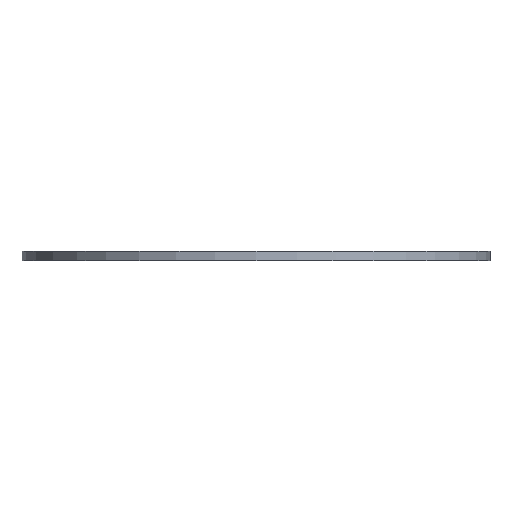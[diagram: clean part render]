
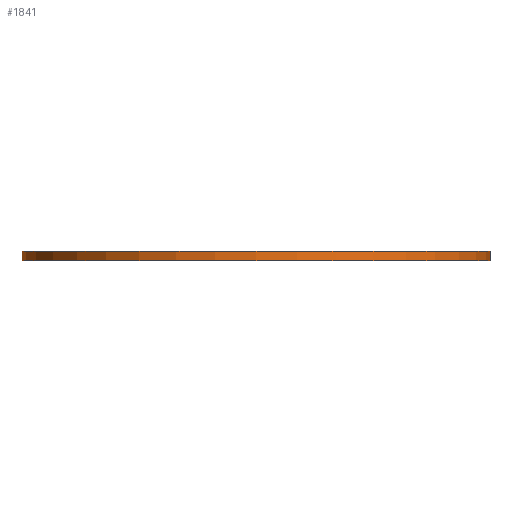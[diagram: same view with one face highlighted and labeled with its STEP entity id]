
A CAD part, front view. The second image highlights one B-rep face of the part: STEP entity #1841.
In plain terms, the highlighted cylindrical face has radius 125.5 mm (diameter 251 mm), a partial arc.
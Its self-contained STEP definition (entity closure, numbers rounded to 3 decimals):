
#78 = VERTEX_POINT ( 'NONE', #3639 ) ;
#338 = DIRECTION ( 'NONE',  ( 0., 0., -1. ) ) ;
#746 = AXIS2_PLACEMENT_3D ( 'NONE', #3724, #961, #3774 ) ;
#961 = DIRECTION ( 'NONE',  ( 0., 0., -1. ) ) ;
#1103 = CARTESIAN_POINT ( 'NONE',  ( 125.5, 0., 5. ) ) ;
#1109 = LINE ( 'NONE', #2619, #3158 ) ;
#1164 = DIRECTION ( 'NONE',  ( 1., 0., 0. ) ) ;
#1168 = EDGE_CURVE ( 'NONE', #3460, #1234, #1109, .T. ) ;
#1217 = ORIENTED_EDGE ( 'NONE', *, *, #3011, .F. ) ;
#1234 = VERTEX_POINT ( 'NONE', #2340 ) ;
#1434 = EDGE_CURVE ( 'NONE', #78, #1234, #4151, .T. ) ;
#1564 = EDGE_LOOP ( 'NONE', ( #4669, #1217, #4104, #4132 ) ) ;
#1614 = EDGE_CURVE ( 'NONE', #2793, #78, #3165, .T. ) ;
#1841 = ADVANCED_FACE ( 'NONE', ( #3360 ), #3701, .T. ) ;
#1899 = DIRECTION ( 'NONE',  ( 0., 0., -1. ) ) ;
#1945 = DIRECTION ( 'NONE',  ( 0., 0., 1. ) ) ;
#2340 = CARTESIAN_POINT ( 'NONE',  ( 125.5, 0., 0. ) ) ;
#2560 = CARTESIAN_POINT ( 'NONE',  ( 0., 0., 0. ) ) ;
#2619 = CARTESIAN_POINT ( 'NONE',  ( 125.5, 0., 5. ) ) ;
#2774 = CARTESIAN_POINT ( 'NONE',  ( 0., 0., 5. ) ) ;
#2793 = VERTEX_POINT ( 'NONE', #4303 ) ;
#3011 = EDGE_CURVE ( 'NONE', #2793, #3460, #3078, .T. ) ;
#3078 = CIRCLE ( 'NONE', #4156, 125.5 ) ;
#3158 = VECTOR ( 'NONE', #1899, 1000. ) ;
#3165 = LINE ( 'NONE', #4343, #3321 ) ;
#3321 = VECTOR ( 'NONE', #338, 1000. ) ;
#3360 = FACE_OUTER_BOUND ( 'NONE', #1564, .T. ) ;
#3460 = VERTEX_POINT ( 'NONE', #1103 ) ;
#3639 = CARTESIAN_POINT ( 'NONE',  ( -125.5, 0., 0. ) ) ;
#3701 = CYLINDRICAL_SURFACE ( 'NONE', #746, 125.5 ) ;
#3724 = CARTESIAN_POINT ( 'NONE',  ( 0., 0., 5. ) ) ;
#3774 = DIRECTION ( 'NONE',  ( -1., 0., 0. ) ) ;
#3903 = AXIS2_PLACEMENT_3D ( 'NONE', #2560, #5000, #4575 ) ;
#4104 = ORIENTED_EDGE ( 'NONE', *, *, #1614, .T. ) ;
#4132 = ORIENTED_EDGE ( 'NONE', *, *, #1434, .T. ) ;
#4151 = CIRCLE ( 'NONE', #3903, 125.5 ) ;
#4156 = AXIS2_PLACEMENT_3D ( 'NONE', #2774, #1945, #1164 ) ;
#4303 = CARTESIAN_POINT ( 'NONE',  ( -125.5, 0., 5. ) ) ;
#4343 = CARTESIAN_POINT ( 'NONE',  ( -125.5, 0., 5. ) ) ;
#4575 = DIRECTION ( 'NONE',  ( 1., 0., 0. ) ) ;
#4669 = ORIENTED_EDGE ( 'NONE', *, *, #1168, .F. ) ;
#5000 = DIRECTION ( 'NONE',  ( 0., 0., 1. ) ) ;
